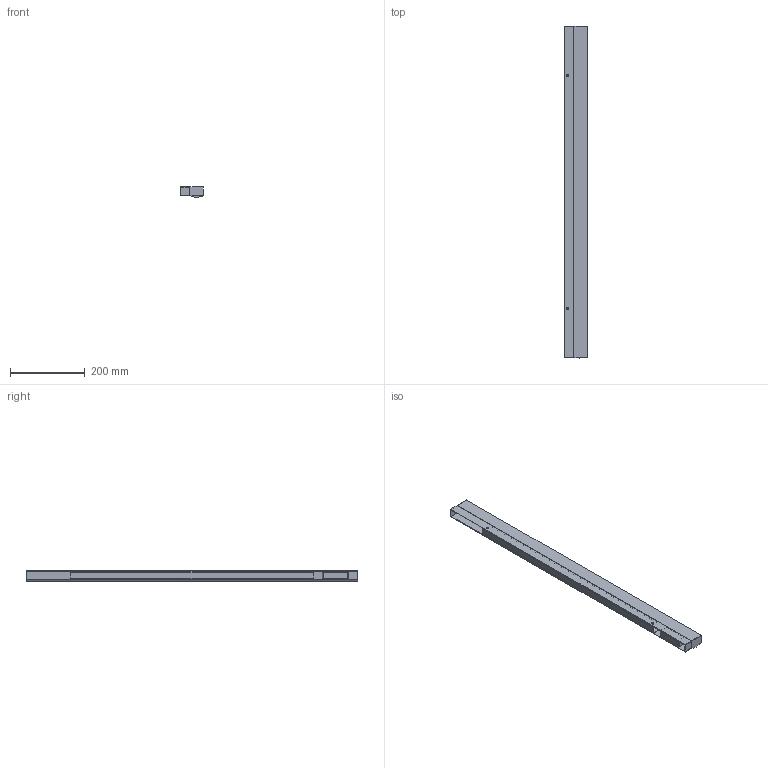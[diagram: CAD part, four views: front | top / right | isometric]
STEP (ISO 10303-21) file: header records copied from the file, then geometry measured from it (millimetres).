
FILE_DESCRIPTION(/* description */ (''),/* implementation_level */ '2;1');
FILE_NAME(/* name */ 'Trio W0404d v3.step',/* time_stamp */ '2025-08-20T10:33:44+02:00',/* author */ (''),/* organization */ (''),/* preprocessor_version */ 'ST-DEVELOPER v20.1',/* originating_system */ 'Autodesk Translation Framework v14.10.0.0',/* authorisation */ '');
FILE_SCHEMA (('AUTOMOTIVE_DESIGN { 1 0 10303 214 3 1 1 }'));
Length unit declared in the file: millimetre
Products named in the file (1): Trio W0404d
Bounding box: 61 x 890 x 27.94 mm (x, y, z)
Volume: 1020462.5 mm3; surface area: 390528.9 mm2
Topology: 7 solids, 7 shells, 85 faces, 170 edges, 100 vertices
Faces by surface type: plane 54, cylinder 18, sphere 8, bspline 3, cone 2
Full cylindrical faces by diameter (mm): 2.529 x2
Entity records: 2328 total; most frequent: CARTESIAN_POINT 527, DIRECTION 370, ORIENTED_EDGE 340, EDGE_CURVE 170, LINE 124, VECTOR 124, AXIS2_PLACEMENT_3D 123, VERTEX_POINT 100
